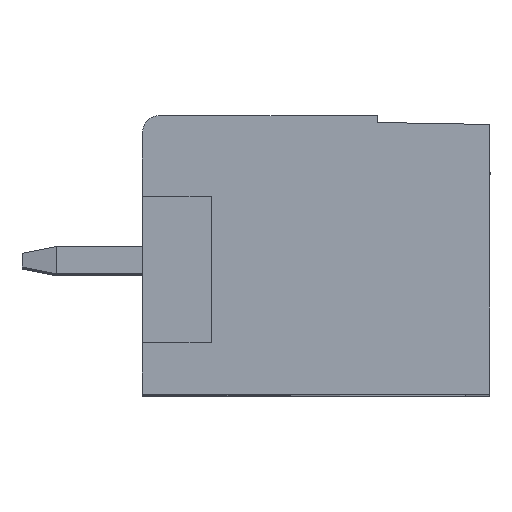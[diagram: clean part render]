
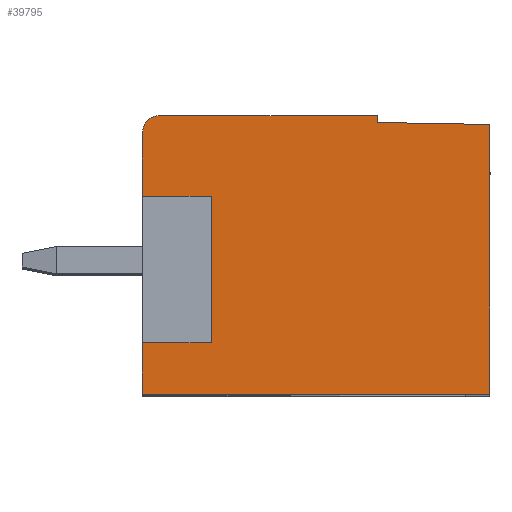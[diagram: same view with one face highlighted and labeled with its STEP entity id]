
A CAD part, top view. The second image highlights one B-rep face of the part: STEP entity #39795.
In plain terms, the highlighted planar face has unit normal (0, 0, 1).
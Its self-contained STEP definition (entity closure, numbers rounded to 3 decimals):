
#5=DIRECTION('',(0.,1.,0.));
#6=VECTOR('',#5,7.84);
#7=CARTESIAN_POINT('',(-10.615,0.099,168.212));
#8=LINE('',#7,#6);
#353=DIRECTION('',(0.,1.,0.));
#354=VECTOR('',#353,0.202);
#355=CARTESIAN_POINT('',(-13.889,7.997,168.212));
#356=LINE('',#355,#354);
#421=DIRECTION('',(0.,-1.,0.));
#422=VECTOR('',#421,1.85);
#423=CARTESIAN_POINT('',(-20.715,7.699,168.212));
#424=LINE('',#423,#422);
#437=DIRECTION('',(0.,-1.,0.));
#438=VECTOR('',#437,1.5);
#439=CARTESIAN_POINT('',(-20.715,1.599,168.212));
#440=LINE('',#439,#438);
#1429=DIRECTION('',(1.,0.,0.));
#1430=VECTOR('',#1429,10.1);
#1431=CARTESIAN_POINT('',(-20.715,0.099,
168.212));
#1432=LINE('',#1431,#1430);
#14318=DIRECTION('',(0.,1.,0.));
#14319=VECTOR('',#14318,4.25);
#14320=CARTESIAN_POINT('',(-18.715,1.599,
168.212));
#14321=LINE('',#14320,#14319);
#14322=DIRECTION('',(-1.,0.,0.));
#14323=VECTOR('',#14322,2.);
#14324=CARTESIAN_POINT('',(-18.715,5.849,
168.212));
#14325=LINE('',#14324,#14323);
#14326=CARTESIAN_POINT('',(-20.215,7.699,
168.212));
#14327=DIRECTION('',(0.,0.,-1.));
#14328=DIRECTION('',(-1.,0.,0.));
#14329=AXIS2_PLACEMENT_3D('',#14326,#14327,#14328);
#14331=DIRECTION('',(1.,0.,0.));
#14332=VECTOR('',#14331,6.326);
#14333=CARTESIAN_POINT('',(-20.215,8.199,
168.212));
#14334=LINE('',#14333,#14332);
#14335=DIRECTION('',(1.,-0.017,0.));
#14336=VECTOR('',#14335,3.274);
#14337=CARTESIAN_POINT('',(-13.889,7.997,
168.212));
#14338=LINE('',#14337,#14336);
#14339=DIRECTION('',(-1.,0.,0.));
#14340=VECTOR('',#14339,2.);
#14341=CARTESIAN_POINT('',(-18.715,1.599,
168.212));
#14342=LINE('',#14341,#14340);
#14363=CARTESIAN_POINT('',(-10.615,0.099,
168.212));
#14364=CARTESIAN_POINT('',(-10.615,7.94,
168.212));
#14365=VERTEX_POINT('',#14363);
#14366=VERTEX_POINT('',#14364);
#14439=CARTESIAN_POINT('',(-20.715,0.099,
168.212));
#14440=VERTEX_POINT('',#14439);
#14706=CARTESIAN_POINT('',(-13.889,7.997,
168.212));
#14707=VERTEX_POINT('',#14706);
#14708=CARTESIAN_POINT('',(-20.715,1.599,
168.212));
#14709=VERTEX_POINT('',#14708);
#14710=CARTESIAN_POINT('',(-18.715,1.599,
168.212));
#14711=VERTEX_POINT('',#14710);
#14712=CARTESIAN_POINT('',(-18.715,5.849,
168.212));
#14713=VERTEX_POINT('',#14712);
#14714=CARTESIAN_POINT('',(-20.715,5.849,
168.212));
#14715=VERTEX_POINT('',#14714);
#14716=CARTESIAN_POINT('',(-20.715,7.699,
168.212));
#14717=VERTEX_POINT('',#14716);
#14718=CARTESIAN_POINT('',(-20.215,8.199,
168.212));
#14719=VERTEX_POINT('',#14718);
#14720=CARTESIAN_POINT('',(-13.889,8.199,
168.212));
#14721=VERTEX_POINT('',#14720);
#39774=CARTESIAN_POINT('',(-10.615,0.099,
168.212));
#39775=DIRECTION('',(0.,0.,-1.));
#39776=DIRECTION('',(0.,1.,0.));
#39777=AXIS2_PLACEMENT_3D('',#39774,#39775,#39776);
#39778=PLANE('',#39777);
#39779=ORIENTED_EDGE('',*,*,#18799,.F.);
#39780=ORIENTED_EDGE('',*,*,#20550,.F.);
#39781=ORIENTED_EDGE('',*,*,#19204,.F.);
#39783=ORIENTED_EDGE('',*,*,#39782,.F.);
#39785=ORIENTED_EDGE('',*,*,#39784,.T.);
#39787=ORIENTED_EDGE('',*,*,#39786,.T.);
#39788=ORIENTED_EDGE('',*,*,#19196,.F.);
#39789=ORIENTED_EDGE('',*,*,#19161,.T.);
#39790=ORIENTED_EDGE('',*,*,#19146,.T.);
#39791=ORIENTED_EDGE('',*,*,#19131,.F.);
#39792=ORIENTED_EDGE('',*,*,#19116,.T.);
#39793=EDGE_LOOP('',(#39779,#39780,#39781,#39783,#39785,#39787,#39788,#39789,
#39790,#39791,#39792));
#39794=FACE_OUTER_BOUND('',#39793,.F.);
#14330=CIRCLE('',#14329,0.5);
#18799=EDGE_CURVE('',#14365,#14366,#8,.T.);
#19116=EDGE_CURVE('',#14707,#14366,#14338,.T.);
#19131=EDGE_CURVE('',#14707,#14721,#356,.T.);
#19146=EDGE_CURVE('',#14719,#14721,#14334,.T.);
#19161=EDGE_CURVE('',#14717,#14719,#14330,.T.);
#19196=EDGE_CURVE('',#14717,#14715,#424,.T.);
#19204=EDGE_CURVE('',#14709,#14440,#440,.T.);
#20550=EDGE_CURVE('',#14440,#14365,#1432,.T.);
#39782=EDGE_CURVE('',#14711,#14709,#14342,.T.);
#39784=EDGE_CURVE('',#14711,#14713,#14321,.T.);
#39786=EDGE_CURVE('',#14713,#14715,#14325,.T.);
#39795=ADVANCED_FACE('',(#39794),#39778,.F.);
